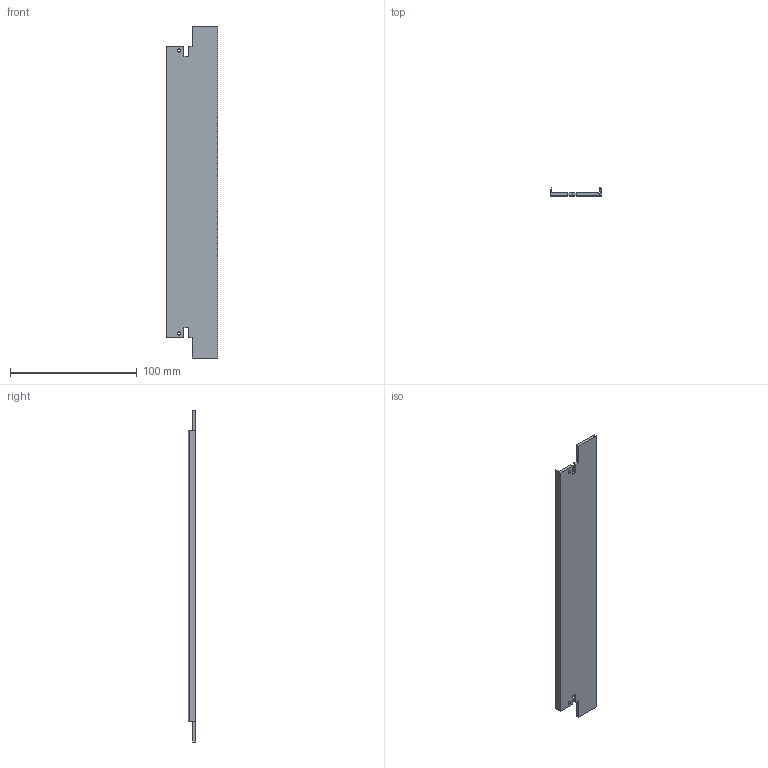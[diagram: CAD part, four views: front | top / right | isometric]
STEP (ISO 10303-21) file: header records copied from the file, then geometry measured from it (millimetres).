
FILE_DESCRIPTION((''),'2;1');
FILE_NAME('226216011108VM-','2014-09-23T',('Rfroetsch'),(''),'PRO/ENGINEER BY PARAMETRIC TECHNOLOGY CORPORATION, 2010160','PRO/ENGINEER BY PARAMETRIC TECHNOLOGY CORPORATION, 2010160','');
FILE_SCHEMA(('AUTOMOTIVE_DESIGN { 1 0 10303 214 1 1 1 1 }'));
Length unit declared in the file: millimetre
Products named in the file (1): 226216011108VM-
Bounding box: 40.34 x 6.3 x 262.05 mm (x, y, z)
Volume: 26038.1 mm3; surface area: 26022.3 mm2
Topology: 1 solids, 1 shells, 48 faces, 136 edges, 90 vertices
Faces by surface type: plane 39, cylinder 9
Entity records: 1622 total; most frequent: CARTESIAN_POINT 275, ORIENTED_EDGE 272, DIRECTION 250, EDGE_CURVE 136, VECTOR 118, LINE 118, VERTEX_POINT 90, AXIS2_PLACEMENT_3D 66
